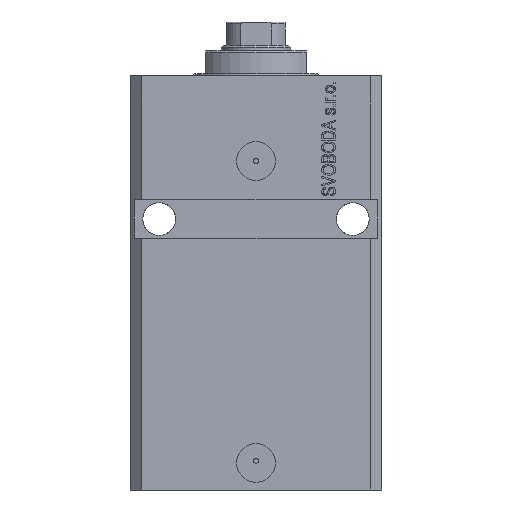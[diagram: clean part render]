
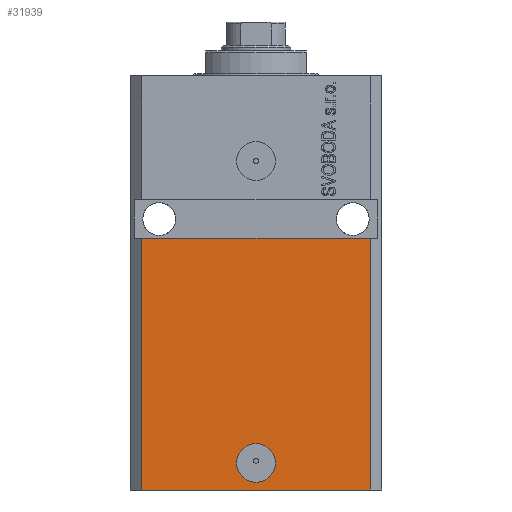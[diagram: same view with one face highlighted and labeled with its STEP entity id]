
A CAD part, front view. The second image highlights one B-rep face of the part: STEP entity #31939.
In plain terms, the highlighted planar face has unit normal (0, -1, 0).
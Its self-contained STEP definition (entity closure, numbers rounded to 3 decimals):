
#126 = VERTEX_POINT ( 'NONE', #17440 ) ;
#1344 = ORIENTED_EDGE ( 'NONE', *, *, #43264, .F. ) ;
#2323 = VECTOR ( 'NONE', #28060, 1000. ) ;
#3785 = CIRCLE ( 'NONE', #30742, 5. ) ;
#4205 = FACE_BOUND ( 'NONE', #34772, .T. ) ;
#5479 = AXIS2_PLACEMENT_3D ( 'NONE', #27450, #9824, #6203 ) ;
#6203 = DIRECTION ( 'NONE',  ( 1., 0., 0. ) ) ;
#7387 = DIRECTION ( 'NONE',  ( 1., 0., 0. ) ) ;
#8483 = VERTEX_POINT ( 'NONE', #10339 ) ;
#9824 = DIRECTION ( 'NONE',  ( 0., -1., 0. ) ) ;
#10339 = CARTESIAN_POINT ( 'NONE',  ( 5., -22.5, -100. ) ) ;
#12113 = VERTEX_POINT ( 'NONE', #18592 ) ;
#12938 = CARTESIAN_POINT ( 'NONE',  ( -32.5, -22.5, -42. ) ) ;
#12991 = CARTESIAN_POINT ( 'NONE',  ( -5., -22.5, -100. ) ) ;
#14090 = ORIENTED_EDGE ( 'NONE', *, *, #26311, .T. ) ;
#14952 = DIRECTION ( 'NONE',  ( 0., 0., 1. ) ) ;
#15991 = DIRECTION ( 'NONE',  ( 1., 0., 0. ) ) ;
#16232 = DIRECTION ( 'NONE',  ( 1., 0., 0. ) ) ;
#16464 = CARTESIAN_POINT ( 'NONE',  ( 0., -22.5, -100. ) ) ;
#16486 = LINE ( 'NONE', #28300, #2323 ) ;
#17440 = CARTESIAN_POINT ( 'NONE',  ( 29.5, -22.5, -107. ) ) ;
#18592 = CARTESIAN_POINT ( 'NONE',  ( -29.5, -22.5, -107. ) ) ;
#18647 = VECTOR ( 'NONE', #45089, 1000. ) ;
#19380 = DIRECTION ( 'NONE',  ( 0., -1., 0. ) ) ;
#19571 = ORIENTED_EDGE ( 'NONE', *, *, #35176, .T. ) ;
#21500 = CARTESIAN_POINT ( 'NONE',  ( -29.5, -22.5, -42. ) ) ;
#23109 = VECTOR ( 'NONE', #14952, 1000. ) ;
#23952 = CARTESIAN_POINT ( 'NONE',  ( 29.5, -22.5, -42. ) ) ;
#24199 = VERTEX_POINT ( 'NONE', #21500 ) ;
#25011 = VECTOR ( 'NONE', #7387, 1000. ) ;
#26157 = FACE_OUTER_BOUND ( 'NONE', #37536, .T. ) ;
#26311 = EDGE_CURVE ( 'NONE', #12113, #126, #32749, .T. ) ;
#27450 = CARTESIAN_POINT ( 'NONE',  ( 0., -22.5, -100. ) ) ;
#27931 = ORIENTED_EDGE ( 'NONE', *, *, #42533, .F. ) ;
#28060 = DIRECTION ( 'NONE',  ( 0., 0., 1. ) ) ;
#28300 = CARTESIAN_POINT ( 'NONE',  ( -29.5, -22.5, -107. ) ) ;
#30742 = AXIS2_PLACEMENT_3D ( 'NONE', #16464, #37963, #15991 ) ;
#31272 = ORIENTED_EDGE ( 'NONE', *, *, #33519, .F. ) ;
#31939 = ADVANCED_FACE ( 'NONE', ( #4205, #26157 ), #41357, .T. ) ;
#32749 = LINE ( 'NONE', #39501, #25011 ) ;
#33519 = EDGE_CURVE ( 'NONE', #46540, #8483, #3785, .T. ) ;
#33768 = LINE ( 'NONE', #36908, #23109 ) ;
#34772 = EDGE_LOOP ( 'NONE', ( #27931, #31272 ) ) ;
#35176 = EDGE_CURVE ( 'NONE', #126, #44120, #33768, .T. ) ;
#35180 = AXIS2_PLACEMENT_3D ( 'NONE', #44970, #19380, #16232 ) ;
#36841 = EDGE_CURVE ( 'NONE', #12113, #24199, #16486, .T. ) ;
#36908 = CARTESIAN_POINT ( 'NONE',  ( 29.5, -22.5, -107. ) ) ;
#37440 = ORIENTED_EDGE ( 'NONE', *, *, #36841, .F. ) ;
#37536 = EDGE_LOOP ( 'NONE', ( #1344, #37440, #14090, #19571 ) ) ;
#37839 = LINE ( 'NONE', #12938, #18647 ) ;
#37963 = DIRECTION ( 'NONE',  ( 0., -1., 0. ) ) ;
#39501 = CARTESIAN_POINT ( 'NONE',  ( -29.5, -22.5, -107. ) ) ;
#40959 = CIRCLE ( 'NONE', #5479, 5. ) ;
#41357 = PLANE ( 'NONE',  #35180 ) ;
#42533 = EDGE_CURVE ( 'NONE', #8483, #46540, #40959, .T. ) ;
#43264 = EDGE_CURVE ( 'NONE', #24199, #44120, #37839, .T. ) ;
#44120 = VERTEX_POINT ( 'NONE', #23952 ) ;
#44970 = CARTESIAN_POINT ( 'NONE',  ( -29.5, -22.5, -107. ) ) ;
#45089 = DIRECTION ( 'NONE',  ( 1., 0., 0. ) ) ;
#46540 = VERTEX_POINT ( 'NONE', #12991 ) ;
